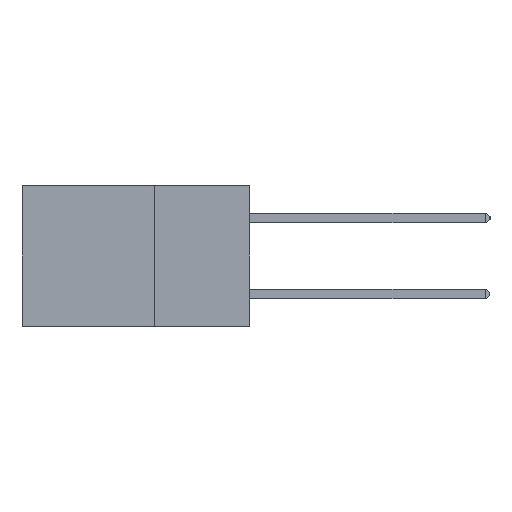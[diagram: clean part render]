
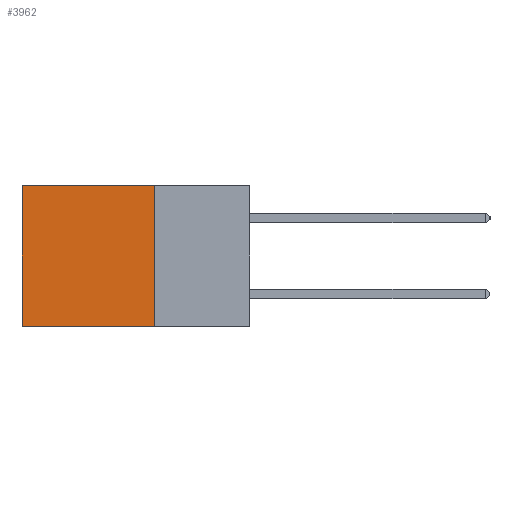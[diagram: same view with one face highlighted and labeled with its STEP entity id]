
A CAD part, left-side view. The second image highlights one B-rep face of the part: STEP entity #3962.
In plain terms, the highlighted planar face has unit normal (-1, 0, 0).
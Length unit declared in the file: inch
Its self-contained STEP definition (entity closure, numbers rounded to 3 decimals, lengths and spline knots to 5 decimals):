
#673 = EDGE_CURVE ( 'NONE', #1601, #7558, #5838, .T. ) ;
#946 = EDGE_CURVE ( 'NONE', #1601, #5812, #13646, .T. ) ;
#1601 = VERTEX_POINT ( 'NONE', #2147 ) ;
#1621 = ORIENTED_EDGE ( 'NONE', *, *, #10827, .T. ) ;
#1641 = ORIENTED_EDGE ( 'NONE', *, *, #8350, .F. ) ;
#1708 = ORIENTED_EDGE ( 'NONE', *, *, #673, .F. ) ;
#1718 = CARTESIAN_POINT ( 'NONE',  ( 0.2875, 0.25, -0.37 ) ) ;
#1720 = ORIENTED_EDGE ( 'NONE', *, *, #946, .T. ) ;
#2147 = CARTESIAN_POINT ( 'NONE',  ( 0.2875, 0.25, 0. ) ) ;
#2172 = PLANE ( 'NONE',  #7709 ) ;
#2775 = DIRECTION ( 'NONE',  ( 0., 1., 0. ) ) ;
#3414 = DIRECTION ( 'NONE',  ( 0., 0., -1. ) ) ;
#3962 = ADVANCED_FACE ( 'NONE', ( #4834 ), #2172, .F. ) ;
#4834 = FACE_OUTER_BOUND ( 'NONE', #12545, .T. ) ;
#5159 = CARTESIAN_POINT ( 'NONE',  ( 0.2875, 0.6, 0. ) ) ;
#5207 = DIRECTION ( 'NONE',  ( 0., 0., -1. ) ) ;
#5326 = VECTOR ( 'NONE', #2775, 39.37008 ) ;
#5494 = VECTOR ( 'NONE', #3414, 39.37008 ) ;
#5812 = VERTEX_POINT ( 'NONE', #9650 ) ;
#5838 = LINE ( 'NONE', #11277, #5494 ) ;
#6760 = DIRECTION ( 'NONE',  ( 1., 0., 0. ) ) ;
#7495 = CARTESIAN_POINT ( 'NONE',  ( 0.2875, 0.25, 0. ) ) ;
#7558 = VERTEX_POINT ( 'NONE', #1718 ) ;
#7709 = AXIS2_PLACEMENT_3D ( 'NONE', #10967, #6760, #14001 ) ;
#8350 = EDGE_CURVE ( 'NONE', #7558, #8652, #12317, .T. ) ;
#8652 = VERTEX_POINT ( 'NONE', #13045 ) ;
#8920 = VECTOR ( 'NONE', #5207, 39.37008 ) ;
#9650 = CARTESIAN_POINT ( 'NONE',  ( 0.2875, 0.6, 0. ) ) ;
#10640 = CARTESIAN_POINT ( 'NONE',  ( 0.2875, 0.25, -0.37 ) ) ;
#10827 = EDGE_CURVE ( 'NONE', #5812, #8652, #14002, .T. ) ;
#10967 = CARTESIAN_POINT ( 'NONE',  ( 0.2875, 0.25, 0. ) ) ;
#11277 = CARTESIAN_POINT ( 'NONE',  ( 0.2875, 0.25, 0. ) ) ;
#11635 = DIRECTION ( 'NONE',  ( 0., 1., 0. ) ) ;
#11997 = VECTOR ( 'NONE', #11635, 39.37008 ) ;
#12317 = LINE ( 'NONE', #10640, #11997 ) ;
#12545 = EDGE_LOOP ( 'NONE', ( #1621, #1641, #1708, #1720 ) ) ;
#13045 = CARTESIAN_POINT ( 'NONE',  ( 0.2875, 0.6, -0.37 ) ) ;
#13646 = LINE ( 'NONE', #7495, #5326 ) ;
#14001 = DIRECTION ( 'NONE',  ( 0., 0., -1. ) ) ;
#14002 = LINE ( 'NONE', #5159, #8920 ) ;
